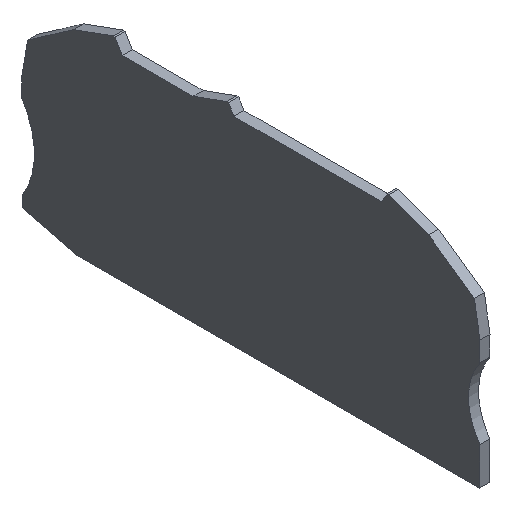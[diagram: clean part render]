
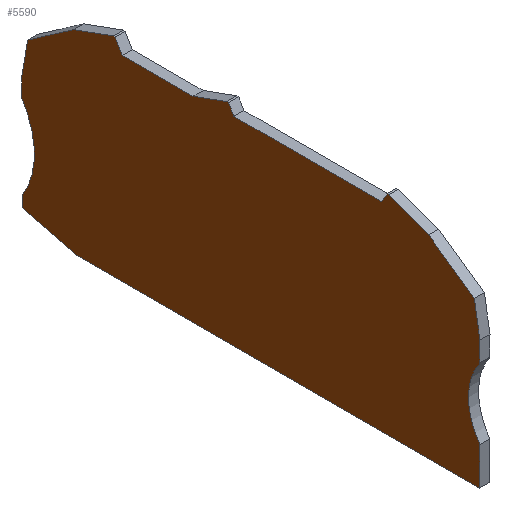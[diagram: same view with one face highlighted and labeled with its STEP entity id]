
A CAD part, isometric view. The second image highlights one B-rep face of the part: STEP entity #5590.
In plain terms, the highlighted face is planar.
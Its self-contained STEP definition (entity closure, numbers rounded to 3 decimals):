
#120=CARTESIAN_POINT('',(55.987,-38.55,
54.67));
#130=VERTEX_POINT('',#120);
#160=CARTESIAN_POINT('',(9.83,-38.55,
54.67));
#170=DIRECTION('',(1.,0.,0.));
#180=VECTOR('',#170,1.);
#190=LINE('',#160,#180);
#200=CARTESIAN_POINT('',(-32.396,-38.55,
54.67));
#210=VERTEX_POINT('',#200);
#220=EDGE_CURVE('',#210,#130,#190,.T.);
#670=CARTESIAN_POINT('',(67.843,-33.217,
54.67));
#680=VERTEX_POINT('',#670);
#710=CARTESIAN_POINT('',(67.843,-38.25,
54.67));
#720=DIRECTION('',(0.,1.,0.));
#730=VECTOR('',#720,1.);
#740=LINE('',#710,#730);
#750=CARTESIAN_POINT('',(67.843,-35.55,
54.67));
#760=VERTEX_POINT('',#750);
#770=EDGE_CURVE('',#760,#680,#740,.T.);
#1140=CARTESIAN_POINT('',(45.898,4.33,
54.67));
#1150=VERTEX_POINT('',#1140);
#1180=CARTESIAN_POINT('',(21.315,-38.25,
54.67));
#1190=DIRECTION('',(-0.5,-0.866,0.));
#1200=VECTOR('',#1190,1.);
#1210=LINE('',#1180,#1200);
#1220=CARTESIAN_POINT('',(47.47,7.052,
54.67));
#1230=VERTEX_POINT('',#1220);
#1240=EDGE_CURVE('',#1230,#1150,#1210,.T.);
#1480=CARTESIAN_POINT('',(9.83,7.052,
54.67));
#1490=DIRECTION('',(-1.,0.,0.));
#1500=VECTOR('',#1490,1.);
#1510=LINE('',#1480,#1500);
#1520=CARTESIAN_POINT('',(47.847,7.052,
54.67));
#1530=VERTEX_POINT('',#1520);
#1540=EDGE_CURVE('',#1530,#1230,#1510,.T.);
#1990=CARTESIAN_POINT('',(67.843,-10.483,
54.67));
#2000=VERTEX_POINT('',#1990);
#2030=CARTESIAN_POINT('',(67.843,-38.25,
54.67));
#2040=DIRECTION('',(0.,1.,0.));
#2050=VECTOR('',#2040,1.);
#2060=LINE('',#2030,#2050);
#2070=CARTESIAN_POINT('',(67.843,-14.831,
54.67));
#2080=VERTEX_POINT('',#2070);
#2090=EDGE_CURVE('',#2080,#2000,#2060,.T.);
#3910=CARTESIAN_POINT('',(9.83,20.89,
54.67));
#3920=DIRECTION('',(-0.94,0.342,0.));
#3930=VECTOR('',#3920,1.);
#3940=LINE('',#3910,#3930);
#3950=CARTESIAN_POINT('',(56.619,3.86,
54.67));
#3960=VERTEX_POINT('',#3950);
#3970=EDGE_CURVE('',#3960,#1530,#3940,.T.);
#4160=CARTESIAN_POINT('',(5.21,-7.,
54.67));
#4170=DIRECTION('',(0.,0.,-1.));
#4180=DIRECTION('',(-1.,0.,0.));
#4190=AXIS2_PLACEMENT_3D('',#4160,#4170,#4180);
#4200=PLANE('',#4190);
#4210=CARTESIAN_POINT('',(9.83,15.117,
54.67));
#4220=DIRECTION('',(-0.94,-0.342,0.));
#4230=VECTOR('',#4220,1.);
#4240=LINE('',#4210,#4230);
#4250=CARTESIAN_POINT('',(-12.4,7.026,
54.67));
#4260=VERTEX_POINT('',#4250);
#4270=CARTESIAN_POINT('',(-21.172,3.834,
54.67));
#4280=VERTEX_POINT('',#4270);
#4290=EDGE_CURVE('',#4260,#4280,#4240,.T.);
#4300=ORIENTED_EDGE('',*,*,#4290,.F.);
#4310=CARTESIAN_POINT('',(9.83,25.541,
54.67));
#4320=DIRECTION('',(-0.819,-0.574,0.));
#4330=VECTOR('',#4320,1.);
#4340=LINE('',#4310,#4330);
#4350=CARTESIAN_POINT('',(-31.171,-3.168,
54.67));
#4360=VERTEX_POINT('',#4350);
#4370=EDGE_CURVE('',#4280,#4360,#4340,.T.);
#4380=ORIENTED_EDGE('',*,*,#4370,.F.);
#4390=CARTESIAN_POINT('',(-37.027,-38.25,
54.67));
#4400=DIRECTION('',(-0.165,-0.986,0.));
#4410=VECTOR('',#4400,1.);
#4420=LINE('',#4390,#4410);
#4430=CARTESIAN_POINT('',(-32.396,-10.51,
54.67));
#4440=VERTEX_POINT('',#4430);
#4450=EDGE_CURVE('',#4360,#4440,#4420,.T.);
#4460=ORIENTED_EDGE('',*,*,#4450,.F.);
#4470=CARTESIAN_POINT('',(-32.396,-38.25,
54.67));
#4480=DIRECTION('',(0.,-1.,0.));
#4490=VECTOR('',#4480,1.);
#4500=LINE('',#4470,#4490);
#4510=CARTESIAN_POINT('',(-32.396,-14.85,
54.67));
#4520=VERTEX_POINT('',#4510);
#4530=EDGE_CURVE('',#4440,#4520,#4500,.T.);
#4540=ORIENTED_EDGE('',*,*,#4530,.F.);
#4550=CARTESIAN_POINT('',(-43.082,-22.6,
54.67));
#4560=DIRECTION('',(0.,0.,1.));
#4570=DIRECTION('',(1.,0.,0.));
#4580=AXIS2_PLACEMENT_3D('',#4550,#4560,#4570);
#4590=CIRCLE('',#4580,13.2);
#4600=CARTESIAN_POINT('',(-32.396,-30.35,
54.67));
#4610=VERTEX_POINT('',#4600);
#4620=EDGE_CURVE('',#4610,#4520,#4590,.T.);
#4630=ORIENTED_EDGE('',*,*,#4620,.T.);
#4640=CARTESIAN_POINT('',(-32.396,-38.25,
54.67));
#4650=DIRECTION('',(0.,-1.,0.));
#4660=VECTOR('',#4650,1.);
#4670=LINE('',#4640,#4660);
#4680=EDGE_CURVE('',#4610,#210,#4670,.T.);
#4690=ORIENTED_EDGE('',*,*,#4680,.F.);
#4700=ORIENTED_EDGE('',*,*,#220,.F.);
#4710=CARTESIAN_POINT('',(9.83,-50.23,
54.67));
#4720=DIRECTION('',(0.969,0.245,0.));
#4730=VECTOR('',#4720,1.);
#4740=LINE('',#4710,#4730);
#4750=EDGE_CURVE('',#130,#760,#4740,.T.);
#4760=ORIENTED_EDGE('',*,*,#4750,.F.);
#4770=ORIENTED_EDGE('',*,*,#770,.F.);
#4780=CARTESIAN_POINT('',(82.143,-24.024,
54.67));
#4790=DIRECTION('',(0.,0.,1.));
#4800=DIRECTION('',(1.,0.,0.));
#4810=AXIS2_PLACEMENT_3D('',#4780,#4790,#4800);
#4820=CIRCLE('',#4810,17.);
#4830=EDGE_CURVE('',#2080,#680,#4820,.T.);
#4840=ORIENTED_EDGE('',*,*,#4830,.T.);
#4850=ORIENTED_EDGE('',*,*,#2090,.F.);
#4860=CARTESIAN_POINT('',(72.478,-38.25,
54.67));
#4870=DIRECTION('',(-0.165,0.986,0.));
#4880=VECTOR('',#4870,1.);
#4890=LINE('',#4860,#4880);
#4900=CARTESIAN_POINT('',(66.618,-3.142,
54.67));
#4910=VERTEX_POINT('',#4900);
#4920=EDGE_CURVE('',#2000,#4910,#4890,.T.);
#4930=ORIENTED_EDGE('',*,*,#4920,.F.);
#4940=CARTESIAN_POINT('',(9.83,36.622,
54.67));
#4950=DIRECTION('',(-0.819,0.574,0.));
#4960=VECTOR('',#4950,1.);
#4970=LINE('',#4940,#4960);
#4980=EDGE_CURVE('',#4910,#3960,#4970,.T.);
#4990=ORIENTED_EDGE('',*,*,#4980,.F.);
#5000=ORIENTED_EDGE('',*,*,#3970,.F.);
#5010=ORIENTED_EDGE('',*,*,#1540,.F.);
#5020=ORIENTED_EDGE('',*,*,#1240,.F.);
#5030=CARTESIAN_POINT('',(9.83,4.33,
54.67));
#5040=DIRECTION('',(-1.,0.,0.));
#5050=VECTOR('',#5040,1.);
#5060=LINE('',#5030,#5050);
#5070=CARTESIAN_POINT('',(30.417,4.33,
54.67));
#5080=VERTEX_POINT('',#5070);
#5090=EDGE_CURVE('',#1150,#5080,#5060,.T.);
#5100=ORIENTED_EDGE('',*,*,#5090,.F.);
#5110=CARTESIAN_POINT('',(9.83,11.823,
54.67));
#5120=DIRECTION('',(-0.94,0.342,0.));
#5130=VECTOR('',#5120,1.);
#5140=LINE('',#5110,#5130);
#5150=CARTESIAN_POINT('',(23.008,7.026,
54.67));
#5160=VERTEX_POINT('',#5150);
#5170=EDGE_CURVE('',#5080,#5160,#5140,.T.);
#5180=ORIENTED_EDGE('',*,*,#5170,.F.);
#5190=CARTESIAN_POINT('',(9.83,7.026,
54.67));
#5200=DIRECTION('',(-1.,0.,0.));
#5210=VECTOR('',#5200,1.);
#5220=LINE('',#5190,#5210);
#5230=CARTESIAN_POINT('',(22.631,7.026,
54.67));
#5240=VERTEX_POINT('',#5230);
#5250=EDGE_CURVE('',#5160,#5240,#5220,.T.);
#5260=ORIENTED_EDGE('',*,*,#5250,.F.);
#5270=CARTESIAN_POINT('',(-3.509,-38.25,
54.67));
#5280=DIRECTION('',(-0.5,-0.866,0.));
#5290=VECTOR('',#5280,1.);
#5300=LINE('',#5270,#5290);
#5310=CARTESIAN_POINT('',(21.461,5.,
54.67));
#5320=VERTEX_POINT('',#5310);
#5330=EDGE_CURVE('',#5240,#5320,#5300,.T.);
#5340=ORIENTED_EDGE('',*,*,#5330,.F.);
#5350=CARTESIAN_POINT('',(9.83,5.,
54.67));
#5360=DIRECTION('',(-1.,0.,0.));
#5370=VECTOR('',#5360,1.);
#5380=LINE('',#5350,#5370);
#5390=CARTESIAN_POINT('',(-10.854,5.,
54.67));
#5400=VERTEX_POINT('',#5390);
#5410=EDGE_CURVE('',#5320,#5400,#5380,.T.);
#5420=ORIENTED_EDGE('',*,*,#5410,.F.);
#5430=CARTESIAN_POINT('',(14.117,-38.25,
54.67));
#5440=DIRECTION('',(-0.5,0.866,0.));
#5450=VECTOR('',#5440,1.);
#5460=LINE('',#5430,#5450);
#5470=CARTESIAN_POINT('',(-12.023,7.026,
54.67));
#5480=VERTEX_POINT('',#5470);
#5490=EDGE_CURVE('',#5400,#5480,#5460,.T.);
#5500=ORIENTED_EDGE('',*,*,#5490,.F.);
#5510=CARTESIAN_POINT('',(9.83,7.026,
54.67));
#5520=DIRECTION('',(-1.,0.,0.));
#5530=VECTOR('',#5520,1.);
#5540=LINE('',#5510,#5530);
#5550=EDGE_CURVE('',#5480,#4260,#5540,.T.);
#5560=ORIENTED_EDGE('',*,*,#5550,.F.);
#5570=EDGE_LOOP('',(#5560,#5500,#5420,#5340,#5260,#5180,#5100,#5020,
#5010,#5000,#4990,#4930,#4850,#4840,#4770,#4760,#4700,#4690,#4630,#4540,
#4460,#4380,#4300));
#5580=FACE_OUTER_BOUND('',#5570,.T.);
#5590=ADVANCED_FACE('',(#5580),#4200,.T.);
